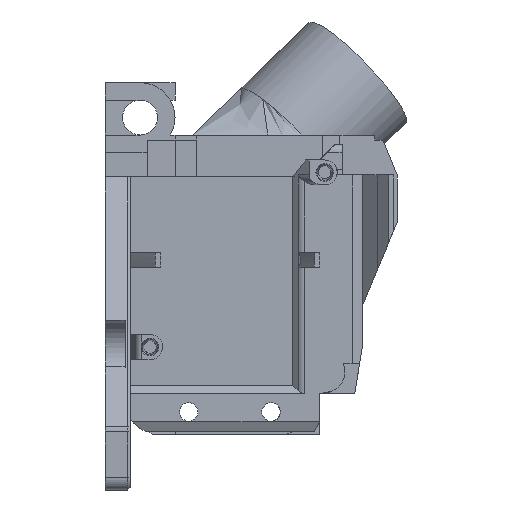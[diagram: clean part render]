
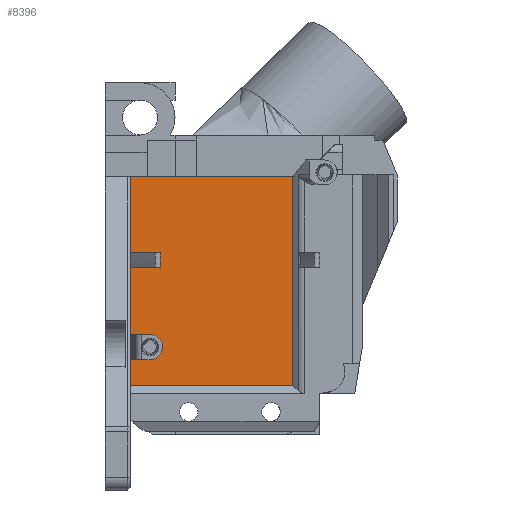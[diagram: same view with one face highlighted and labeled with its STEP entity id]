
A CAD part, left-side view. The second image highlights one B-rep face of the part: STEP entity #8396.
In plain terms, the highlighted planar face has unit normal (-1, 0, 0).
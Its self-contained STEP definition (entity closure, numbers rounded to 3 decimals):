
#145=FACE_BOUND('',#1277,.T.);
#380=PLANE('',#9102);
#808=FACE_OUTER_BOUND('',#1276,.T.);
#1276=EDGE_LOOP('',(#7501,#7502,#7503,#7504,#7505,#7506,#7507,#7508,#7509,
#7510));
#1277=EDGE_LOOP('',(#7511,#7512,#7513,#7514));
#1554=CIRCLE('',#8938,2.5);
#1555=CIRCLE('',#8944,15.5);
#1556=CIRCLE('',#8947,21.5);
#1557=CIRCLE('',#8948,21.5);
#1763=LINE('',#11733,#2596);
#1764=LINE('',#11737,#2597);
#2253=LINE('',#16056,#3086);
#2255=LINE('',#16060,#3088);
#2257=LINE('',#16063,#3090);
#2258=LINE('',#16067,#3091);
#2261=LINE('',#16078,#3094);
#2264=LINE('',#16089,#3097);
#2442=LINE('',#16537,#3275);
#2443=LINE('',#16539,#3276);
#2596=VECTOR('',#9248,10.);
#2597=VECTOR('',#9251,10.);
#3086=VECTOR('',#10648,10.);
#3088=VECTOR('',#10652,10.);
#3090=VECTOR('',#10656,10.);
#3091=VECTOR('',#10659,10.);
#3094=VECTOR('',#10668,10.);
#3097=VECTOR('',#10679,10.);
#3275=VECTOR('',#11161,10.);
#3276=VECTOR('',#11164,10.);
#3442=VERTEX_POINT('',#11730);
#3443=VERTEX_POINT('',#11732);
#3444=VERTEX_POINT('',#11734);
#3445=VERTEX_POINT('',#11736);
#3993=VERTEX_POINT('',#16049);
#3994=VERTEX_POINT('',#16050);
#3995=VERTEX_POINT('',#16055);
#3996=VERTEX_POINT('',#16059);
#3997=VERTEX_POINT('',#16065);
#3998=VERTEX_POINT('',#16066);
#3999=VERTEX_POINT('',#16073);
#4000=VERTEX_POINT('',#16077);
#4001=VERTEX_POINT('',#16087);
#4113=VERTEX_POINT('',#16535);
#4248=EDGE_CURVE('',#3442,#3443,#1763,.T.);
#4250=EDGE_CURVE('',#3445,#3444,#1764,.T.);
#5048=EDGE_CURVE('',#3993,#3994,#1554,.T.);
#5051=EDGE_CURVE('',#3995,#3993,#2253,.T.);
#5053=EDGE_CURVE('',#3996,#3995,#2255,.T.);
#5055=EDGE_CURVE('',#3996,#3994,#2257,.T.);
#5056=EDGE_CURVE('',#3997,#3998,#2258,.T.);
#5059=EDGE_CURVE('',#3999,#3997,#1555,.T.);
#5061=EDGE_CURVE('',#4000,#3999,#2261,.T.);
#5063=EDGE_CURVE('',#3444,#4000,#1556,.T.);
#5064=EDGE_CURVE('',#3998,#3443,#1557,.T.);
#5067=EDGE_CURVE('',#4001,#3442,#2264,.T.);
#5294=EDGE_CURVE('',#4001,#4113,#2442,.T.);
#5295=EDGE_CURVE('',#3445,#4113,#2443,.T.);
#7501=ORIENTED_EDGE('',*,*,#5295,.F.);
#7502=ORIENTED_EDGE('',*,*,#4250,.T.);
#7503=ORIENTED_EDGE('',*,*,#5063,.T.);
#7504=ORIENTED_EDGE('',*,*,#5061,.T.);
#7505=ORIENTED_EDGE('',*,*,#5059,.T.);
#7506=ORIENTED_EDGE('',*,*,#5056,.T.);
#7507=ORIENTED_EDGE('',*,*,#5064,.T.);
#7508=ORIENTED_EDGE('',*,*,#4248,.F.);
#7509=ORIENTED_EDGE('',*,*,#5067,.F.);
#7510=ORIENTED_EDGE('',*,*,#5294,.T.);
#7511=ORIENTED_EDGE('',*,*,#5055,.F.);
#7512=ORIENTED_EDGE('',*,*,#5053,.T.);
#7513=ORIENTED_EDGE('',*,*,#5051,.T.);
#7514=ORIENTED_EDGE('',*,*,#5048,.T.);
#8396=ADVANCED_FACE('',(#808,#145),#380,.T.);
#8938=AXIS2_PLACEMENT_3D('',#16051,#10642,#10643);
#8944=AXIS2_PLACEMENT_3D('',#16074,#10663,#10664);
#8947=AXIS2_PLACEMENT_3D('',#16083,#10671,#10672);
#8948=AXIS2_PLACEMENT_3D('',#16084,#10673,#10674);
#9102=AXIS2_PLACEMENT_3D('',#16538,#11162,#11163);
#9248=DIRECTION('',(0.,0.,1.));
#9251=DIRECTION('',(0.,0.,-1.));
#10642=DIRECTION('center_axis',(1.,0.,0.));
#10643=DIRECTION('ref_axis',(0.,-1.,0.));
#10648=DIRECTION('',(0.,-1.,0.));
#10652=DIRECTION('',(0.,0.,1.));
#10656=DIRECTION('',(0.,-1.,0.));
#10659=DIRECTION('',(0.,1.,0.));
#10663=DIRECTION('center_axis',(-1.,0.,0.));
#10664=DIRECTION('ref_axis',(0.,-1.,0.));
#10668=DIRECTION('',(0.,-1.,0.));
#10671=DIRECTION('center_axis',(1.,0.,0.));
#10672=DIRECTION('ref_axis',(0.,1.,0.));
#10673=DIRECTION('center_axis',(1.,0.,0.));
#10674=DIRECTION('ref_axis',(0.,1.,0.));
#10679=DIRECTION('',(0.,1.,0.));
#11161=DIRECTION('',(0.,0.,1.));
#11162=DIRECTION('center_axis',(-1.,0.,0.));
#11163=DIRECTION('ref_axis',(0.,-1.,0.));
#11164=DIRECTION('',(0.,-1.,0.));
#11730=CARTESIAN_POINT('',(-23.87,20.,4.309));
#11732=CARTESIAN_POINT('',(-23.87,20.,29.598));
#11733=CARTESIAN_POINT('',(-23.87,20.,20.791));
#11734=CARTESIAN_POINT('',(-23.87,20.,29.599));
#11736=CARTESIAN_POINT('',(-23.87,20.,46.199));
#11737=CARTESIAN_POINT('',(-23.87,20.,40.578));
#16049=CARTESIAN_POINT('',(-23.87,15.751,14.586));
#16050=CARTESIAN_POINT('',(-23.87,16.,9.598));
#16051=CARTESIAN_POINT('Origin',(-23.87,16.,12.098));
#16055=CARTESIAN_POINT('',(-23.87,19.9,14.586));
#16056=CARTESIAN_POINT('',(-23.87,-1.968,14.586));
#16059=CARTESIAN_POINT('',(-23.87,19.9,9.598));
#16060=CARTESIAN_POINT('',(-23.87,19.9,30.051));
#16063=CARTESIAN_POINT('',(-23.87,3.5,9.598));
#16065=CARTESIAN_POINT('',(-23.87,13.927,28.098));
#16066=CARTESIAN_POINT('',(-23.87,19.948,28.098));
#16067=CARTESIAN_POINT('',(-23.87,1.214,28.098));
#16073=CARTESIAN_POINT('',(-23.87,13.927,31.098));
#16074=CARTESIAN_POINT('Origin',(-23.87,-1.5,29.598));
#16077=CARTESIAN_POINT('',(-23.87,19.948,31.098));
#16078=CARTESIAN_POINT('',(-23.87,1.716,31.098));
#16083=CARTESIAN_POINT('Origin',(-23.87,-1.5,29.598));
#16084=CARTESIAN_POINT('Origin',(-23.87,-1.5,29.598));
#16087=CARTESIAN_POINT('',(-23.87,-12.603,4.309));
#16089=CARTESIAN_POINT('',(-23.87,-11.216,4.309));
#16535=CARTESIAN_POINT('',(-23.87,-12.603,46.199));
#16537=CARTESIAN_POINT('',(-23.87,-12.603,20.467));
#16538=CARTESIAN_POINT('Origin',(-23.87,-11.5,26.004));
#16539=CARTESIAN_POINT('',(-23.87,-5.125,46.199));
